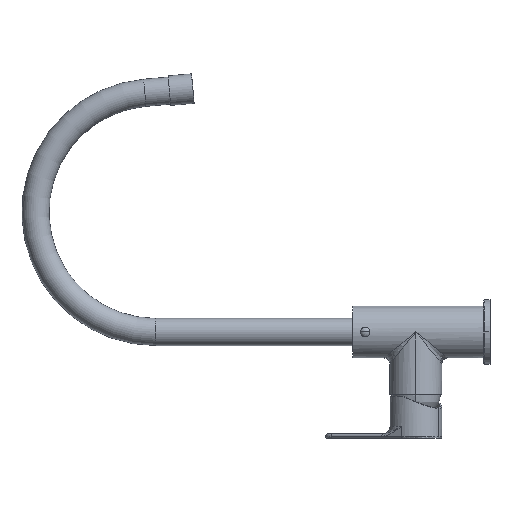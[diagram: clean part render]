
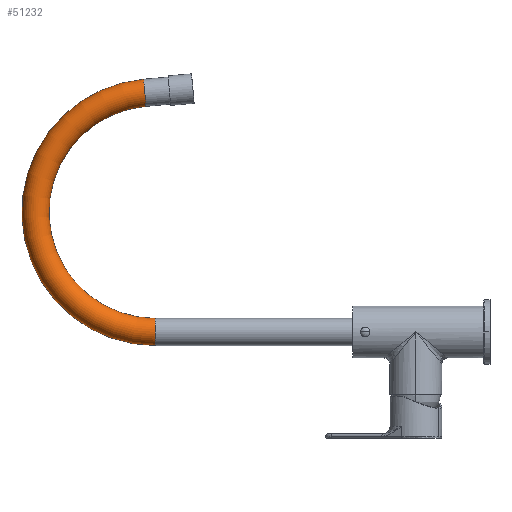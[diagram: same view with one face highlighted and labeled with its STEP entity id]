
A CAD part, left-side view. The second image highlights one B-rep face of the part: STEP entity #51232.
In plain terms, the highlighted toroidal (fillet/blend) face has major radius 97 mm and minor radius 11 mm.
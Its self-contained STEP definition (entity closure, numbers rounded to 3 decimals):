
#49364=CARTESIAN_POINT('',(0.,266.,0.));
#49365=DIRECTION('',(0.,1.,0.));
#49366=DIRECTION('',(0.,0.,-1.));
#49367=AXIS2_PLACEMENT_3D('',#49364,#49365,#49366);
#49369=CARTESIAN_POINT('',(0.,266.,97.));
#49370=DIRECTION('',(1.,0.,0.));
#49371=DIRECTION('',(0.,0.,-1.));
#49372=AXIS2_PLACEMENT_3D('',#49369,#49370,#49371);
#49379=CARTESIAN_POINT('',(0.,266.,97.));
#49380=DIRECTION('',(1.,0.,0.));
#49381=DIRECTION('',(0.,0.,-1.));
#49382=AXIS2_PLACEMENT_3D('',#49379,#49380,#49381);
#49393=CARTESIAN_POINT('',(0.,274.454,193.631));
#49394=DIRECTION('',(0.,-0.996,0.087));
#49395=DIRECTION('',(0.,0.087,0.996));
#49396=AXIS2_PLACEMENT_3D('',#49393,#49394,#49395);
#49556=CARTESIAN_POINT('',(0.,266.,11.));
#49557=CARTESIAN_POINT('',(0.,266.,-11.));
#49558=VERTEX_POINT('',#49556);
#49559=VERTEX_POINT('',#49557);
#49564=CARTESIAN_POINT('',(0.,273.495,182.673));
#49565=CARTESIAN_POINT('',(0.,275.413,204.589));
#49566=VERTEX_POINT('',#49564);
#49567=VERTEX_POINT('',#49565);
#51218=CARTESIAN_POINT('',(0.,266.,97.));
#51219=DIRECTION('',(1.,0.,0.));
#51220=DIRECTION('',(0.,0.,1.));
#51221=AXIS2_PLACEMENT_3D('',#51218,#51219,#51220);
#51222=TOROIDAL_SURFACE('',#51221,97.,11.);
#51223=ORIENTED_EDGE('',*,*,#51205,.F.);
#51225=ORIENTED_EDGE('',*,*,#51224,.T.);
#51227=ORIENTED_EDGE('',*,*,#51226,.T.);
#51229=ORIENTED_EDGE('',*,*,#51228,.F.);
#51230=EDGE_LOOP('',(#51223,#51225,#51227,#51229));
#51231=FACE_OUTER_BOUND('',#51230,.F.);
#51232=ADVANCED_FACE('',(#51231),#51222,.T.);
#49368=CIRCLE('',#49367,11.);
#49373=CIRCLE('',#49372,108.);
#49383=CIRCLE('',#49382,86.);
#49397=CIRCLE('',#49396,11.);
#51205=EDGE_CURVE('',#49559,#49558,#49368,.T.);
#51224=EDGE_CURVE('',#49559,#49567,#49373,.T.);
#51226=EDGE_CURVE('',#49567,#49566,#49397,.T.);
#51228=EDGE_CURVE('',#49558,#49566,#49383,.T.);
